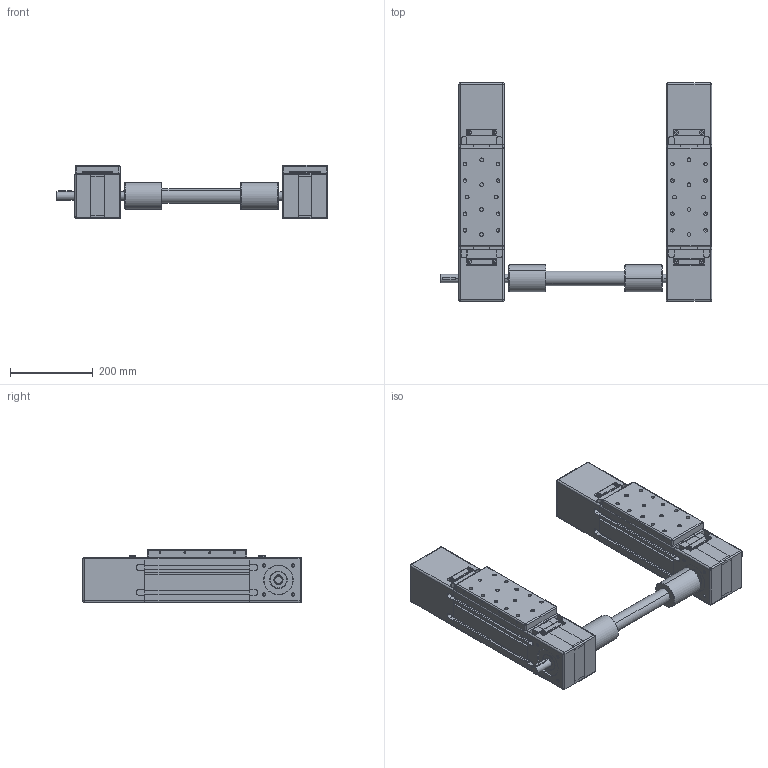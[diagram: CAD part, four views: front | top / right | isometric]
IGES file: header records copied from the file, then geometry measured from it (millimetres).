
Global section: file name: No Iges File Name specified; native system: Autodesk Inventor 2011; preprocessor: AutoDesk Inventor Iges Exporter R2011; author: Matej; date: 20110523.110235; units: millimetre
Bounding box: 655 x 527 x 129 mm (x, y, z)
Volume: 12755796.7 mm3; surface area: 1315543.7 mm2
Topology: 11 solids, 43 shells, 2564 faces, 6880 edges, 4189 vertices
Faces by surface type: plane 1054, revolution 532, bspline 394, cylinder 382, sphere 96, cone 74, torus 32
